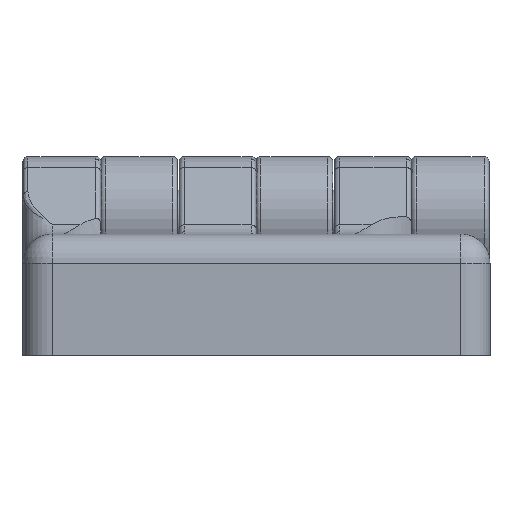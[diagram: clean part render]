
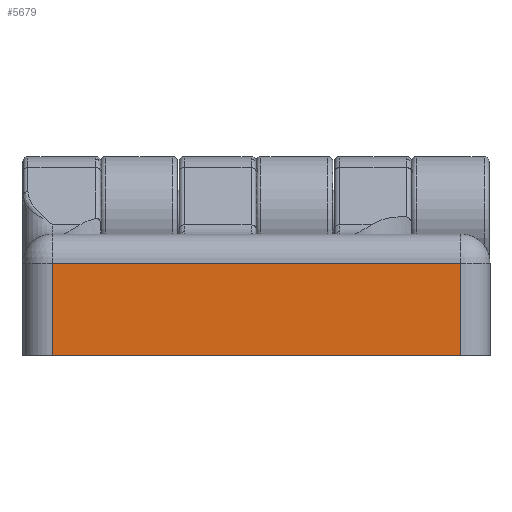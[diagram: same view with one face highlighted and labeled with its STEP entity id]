
A CAD part, front view. The second image highlights one B-rep face of the part: STEP entity #5679.
In plain terms, the highlighted planar face has unit normal (0, -1, 0).
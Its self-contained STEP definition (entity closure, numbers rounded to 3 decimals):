
#420=LINE('',#8472,#726);
#421=LINE('',#8474,#727);
#422=LINE('',#8475,#728);
#423=LINE('',#8477,#729);
#726=VECTOR('',#7147,1000.);
#727=VECTOR('',#7148,1000.);
#728=VECTOR('',#7149,1000.);
#729=VECTOR('',#7150,1000.);
#1593=ORIENTED_EDGE('',*,*,#2429,.T.);
#1594=ORIENTED_EDGE('',*,*,#2430,.T.);
#1595=ORIENTED_EDGE('',*,*,#2431,.T.);
#1596=ORIENTED_EDGE('',*,*,#2432,.F.);
#2429=EDGE_CURVE('',#2889,#2884,#420,.F.);
#2430=EDGE_CURVE('',#2884,#2888,#421,.T.);
#2431=EDGE_CURVE('',#2888,#2890,#422,.T.);
#2432=EDGE_CURVE('',#2889,#2890,#423,.T.);
#2884=VERTEX_POINT('',#8460);
#2888=VERTEX_POINT('',#8469);
#2889=VERTEX_POINT('',#8473);
#2890=VERTEX_POINT('',#8476);
#3424=EDGE_LOOP('',(#1593,#1594,#1595,#1596));
#3692=FACE_BOUND('',#3424,.T.);
#3855=PLANE('',#6098);
#5679=ADVANCED_FACE('',(#3692),#3855,.T.);
#6098=AXIS2_PLACEMENT_3D('',#8471,#7145,#7146);
#7145=DIRECTION('',(0.,-1.,0.));
#7146=DIRECTION('',(0.,0.,-1.));
#7147=DIRECTION('',(0.,0.,-1.));
#7148=DIRECTION('',(-1.,0.,0.));
#7149=DIRECTION('',(0.,0.,-1.));
#7150=DIRECTION('',(-1.,0.,0.));
#8460=CARTESIAN_POINT('',(21.05,-8.5,9.5));
#8469=CARTESIAN_POINT('',(-21.05,-8.5,9.5));
#8471=CARTESIAN_POINT('',(24.05,-8.5,12.5));
#8472=CARTESIAN_POINT('',(21.05,-8.5,12.5));
#8473=CARTESIAN_POINT('',(21.05,-8.5,0.));
#8474=CARTESIAN_POINT('',(-21.05,-8.5,9.5));
#8475=CARTESIAN_POINT('',(-21.05,-8.5,12.5));
#8476=CARTESIAN_POINT('',(-21.05,-8.5,0.));
#8477=CARTESIAN_POINT('',(24.05,-8.5,0.));
